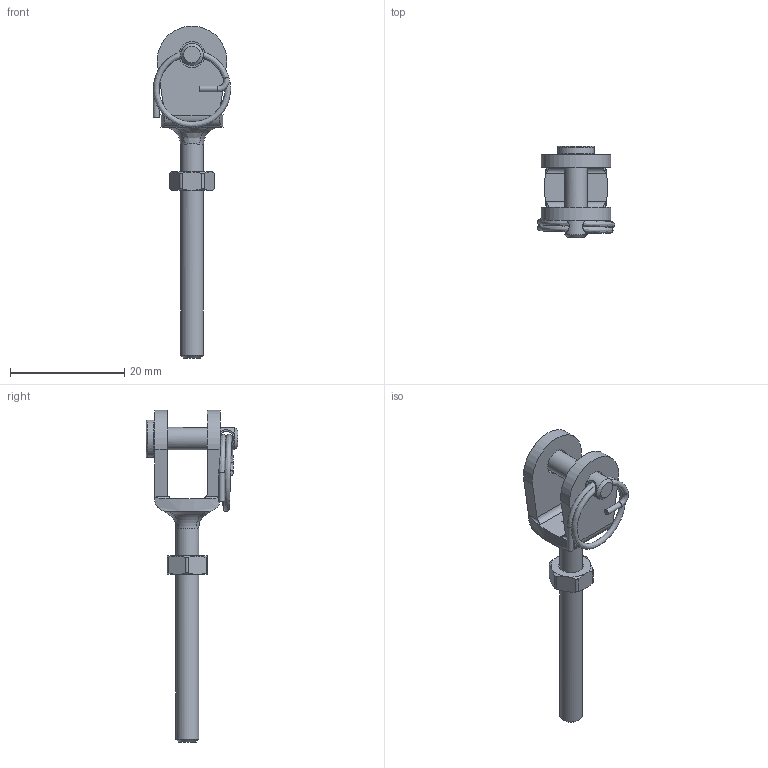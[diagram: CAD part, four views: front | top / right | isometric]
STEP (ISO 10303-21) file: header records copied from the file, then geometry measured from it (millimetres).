
FILE_DESCRIPTION (( 'STEP AP203' ), '1' );
FILE_NAME ('100059004.step', '2021-11-30T13:59:09', ( '' ), ( '' ), 'SwSTEP 2.0', 'SolidWorks 2018', '' );
FILE_SCHEMA (( 'CONFIG_CONTROL_DESIGN' ));
Length unit declared in the file: millimetre
Products named in the file (10): DIN 934 M4-M20_58321-240-4-L; 10005900X Teil2_100059004 Teil2; 10005900X Teil3; DIN 934 M4-M20; 10005900X Teil2; 10005900X Teil1; 100059004; 10005900X Teil3_100059004 Teil2; 10005900X Teil1_100059004 Teil1
Assembly tree (6 placements, depth 2):
  10005900X Teil2
  10005900X Teil1
  100059004
    DIN 934 M4-M20
    10005900X Teil3
  100059004
    10005900X Teil1_100059004 Teil1
    10005900X Teil2_100059004 Teil2
    10005900X Teil3_100059004 Teil2
    DIN 934 M4-M20_58321-240-4-L
Bounding box: 13.5 x 16 x 58 mm (x, y, z)
Volume: 1782.4 mm3; surface area: 2228 mm2
Topology: 4 solids, 4 shells, 297 faces, 772 edges, 515 vertices
Faces by surface type: plane 134, bspline 116, cylinder 27, cone 16, torus 4
Full cylindrical faces by diameter (mm): 1 x2, 2.5 x1, 3.3 x1, 3.9 x1, 4 x1, 4.5 x2, 6.5 x1
Entity records: 19987 total; most frequent: CARTESIAN_POINT 12757, ORIENTED_EDGE 1478, DIRECTION 891, EDGE_CURVE 739, VERTEX_POINT 495, LINE 403, VECTOR 403, EDGE_LOOP 350
